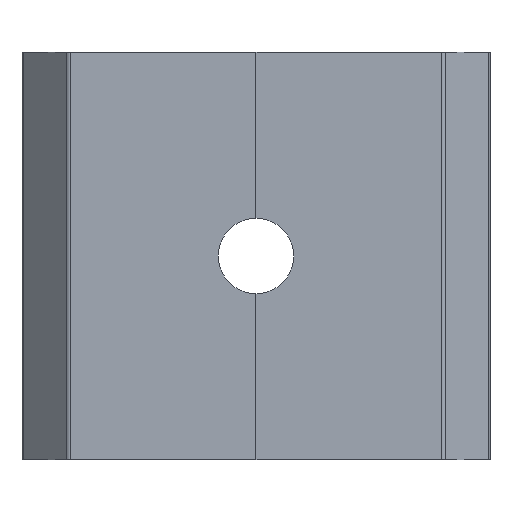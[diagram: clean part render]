
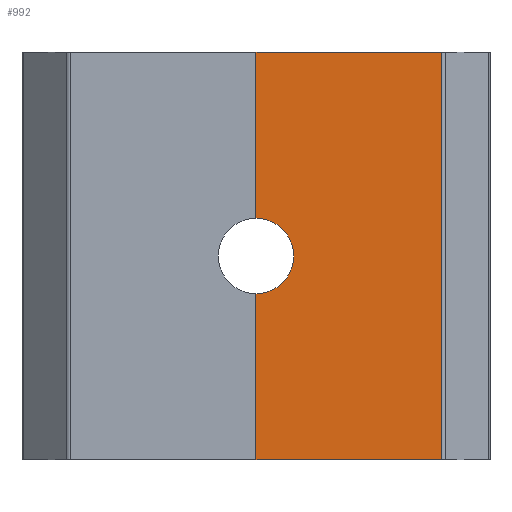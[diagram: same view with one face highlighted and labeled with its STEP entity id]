
A CAD part, front view. The second image highlights one B-rep face of the part: STEP entity #992.
In plain terms, the highlighted planar face has unit normal (0, -1, 0).
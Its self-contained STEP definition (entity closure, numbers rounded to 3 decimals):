
#23 = ORIENTED_EDGE ( 'NONE', *, *, #977, .T. ) ;
#143 = EDGE_CURVE ( 'NONE', #1305, #1174, #290, .T. ) ;
#148 = CARTESIAN_POINT ( 'NONE',  ( 15.469, -4.6, 17. ) ) ;
#187 = LINE ( 'NONE', #409, #1022 ) ;
#188 = DIRECTION ( 'NONE',  ( -1., 0., 0. ) ) ;
#209 = EDGE_LOOP ( 'NONE', ( #23, #334, #1218, #1228, #1094, #587 ) ) ;
#231 = CARTESIAN_POINT ( 'NONE',  ( 0., -4.6, 3.15 ) ) ;
#254 = CARTESIAN_POINT ( 'NONE',  ( 0., -4.6, -3.15 ) ) ;
#262 = CARTESIAN_POINT ( 'NONE',  ( 15.469, -4.6, -17. ) ) ;
#290 = LINE ( 'NONE', #514, #758 ) ;
#334 = ORIENTED_EDGE ( 'NONE', *, *, #396, .T. ) ;
#381 = DIRECTION ( 'NONE',  ( 0., 0., -1. ) ) ;
#396 = EDGE_CURVE ( 'NONE', #887, #1049, #1178, .T. ) ;
#409 = CARTESIAN_POINT ( 'NONE',  ( 15.469, -4.6, 17. ) ) ;
#472 = LINE ( 'NONE', #262, #911 ) ;
#477 = PLANE ( 'NONE',  #953 ) ;
#514 = CARTESIAN_POINT ( 'NONE',  ( 15.469, -4.6, 17. ) ) ;
#584 = DIRECTION ( 'NONE',  ( 0., 0., -1. ) ) ;
#587 = ORIENTED_EDGE ( 'NONE', *, *, #143, .T. ) ;
#612 = DIRECTION ( 'NONE',  ( 0., 0., -1. ) ) ;
#623 = AXIS2_PLACEMENT_3D ( 'NONE', #1161, #1147, #188 ) ;
#644 = EDGE_CURVE ( 'NONE', #1049, #1380, #810, .T. ) ;
#703 = LINE ( 'NONE', #816, #909 ) ;
#721 = CARTESIAN_POINT ( 'NONE',  ( 0., -4.6, 17. ) ) ;
#724 = DIRECTION ( 'NONE',  ( -1., 0., 0. ) ) ;
#758 = VECTOR ( 'NONE', #724, 1000. ) ;
#764 = CARTESIAN_POINT ( 'NONE',  ( 15.469, -4.6, 17. ) ) ;
#788 = CARTESIAN_POINT ( 'NONE',  ( 0., -4.6, -17. ) ) ;
#798 = DIRECTION ( 'NONE',  ( 0., 0., -1. ) ) ;
#810 = LINE ( 'NONE', #1328, #1023 ) ;
#816 = CARTESIAN_POINT ( 'NONE',  ( 0., -4.6, 17. ) ) ;
#847 = VERTEX_POINT ( 'NONE', #893 ) ;
#887 = VERTEX_POINT ( 'NONE', #231 ) ;
#893 = CARTESIAN_POINT ( 'NONE',  ( 15.469, -4.6, -17. ) ) ;
#899 = DIRECTION ( 'NONE',  ( 0., -1., 0. ) ) ;
#909 = VECTOR ( 'NONE', #584, 1000. ) ;
#911 = VECTOR ( 'NONE', #1118, 1000. ) ;
#953 = AXIS2_PLACEMENT_3D ( 'NONE', #148, #899, #798 ) ;
#977 = EDGE_CURVE ( 'NONE', #1174, #887, #703, .T. ) ;
#992 = ADVANCED_FACE ( 'NONE', ( #1020 ), #477, .T. ) ;
#1020 = FACE_OUTER_BOUND ( 'NONE', #209, .T. ) ;
#1022 = VECTOR ( 'NONE', #612, 1000. ) ;
#1023 = VECTOR ( 'NONE', #381, 1000. ) ;
#1049 = VERTEX_POINT ( 'NONE', #254 ) ;
#1064 = EDGE_CURVE ( 'NONE', #847, #1380, #472, .T. ) ;
#1094 = ORIENTED_EDGE ( 'NONE', *, *, #1100, .F. ) ;
#1100 = EDGE_CURVE ( 'NONE', #1305, #847, #187, .T. ) ;
#1118 = DIRECTION ( 'NONE',  ( -1., 0., 0. ) ) ;
#1147 = DIRECTION ( 'NONE',  ( 0., 1., 0. ) ) ;
#1161 = CARTESIAN_POINT ( 'NONE',  ( 0., -4.6, 0. ) ) ;
#1174 = VERTEX_POINT ( 'NONE', #721 ) ;
#1178 = CIRCLE ( 'NONE', #623, 3.15 ) ;
#1218 = ORIENTED_EDGE ( 'NONE', *, *, #644, .T. ) ;
#1228 = ORIENTED_EDGE ( 'NONE', *, *, #1064, .F. ) ;
#1305 = VERTEX_POINT ( 'NONE', #764 ) ;
#1328 = CARTESIAN_POINT ( 'NONE',  ( 0., -4.6, 17. ) ) ;
#1380 = VERTEX_POINT ( 'NONE', #788 ) ;
